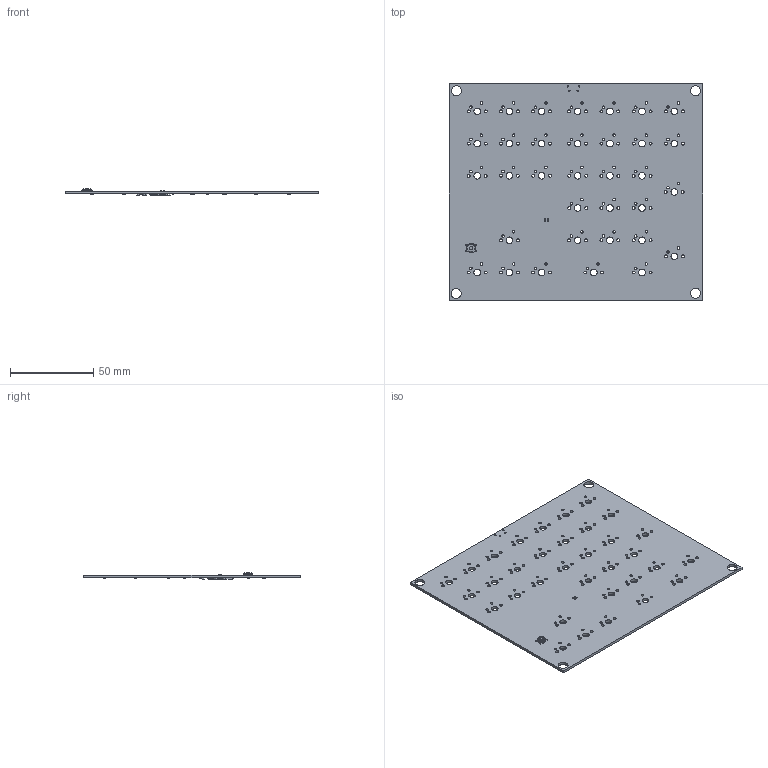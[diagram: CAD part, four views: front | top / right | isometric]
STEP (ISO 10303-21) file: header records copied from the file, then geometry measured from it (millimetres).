
FILE_DESCRIPTION(('KiCad electronic assembly'),'2;1');
FILE_NAME('CustomNumpad.step','2024-06-19T13:45:12',('Pcbnew'),('Kicad') ,'Open CASCADE STEP processor 7.8','KiCad to STEP converter','Unknown' );
FILE_SCHEMA(('AUTOMOTIVE_DESIGN { 1 0 10303 214 1 1 1 1 }'));
Length unit declared in the file: millimetre
Products named in the file (14): CustomNumpad 1; R_0603_1608Metric; SW_SPST_TL3342; D_0603_1608Metric; D_0603; C_0603_1608Metric; TQFP-44_10x10mm_P0.8mm; TQFP_44_10x10mm_P08mm; Crystal_SMD_SeikoEpson_FA238-4Pin_3.2x2.5mm; CustomNumpad_PCB
Assembly tree (56 placements, depth 3):
  CustomNumpad 1
    R_0603_1608Metric  x4
      R_0603_1608Metric
    SW_SPST_TL3342
      SW_SPST_TL3342
    D_0603_1608Metric  x34
      D_0603
    C_0603_1608Metric  x8
      C_0603_1608Metric
    TQFP-44_10x10mm_P0.8mm
      TQFP_44_10x10mm_P08mm
    Crystal_SMD_SeikoEpson_FA238-4Pin_3.2x2.5mm
      Crystal_SMD_SeikoEpson_FA238-4Pin_3.2x2.5mm
    CustomNumpad_PCB
Bounding box: 152 x 130 x 4.34 mm (x, y, z)
Volume: 30457.9 mm3; surface area: 41374.7 mm2
Topology: 50 solids, 51 shells, 2775 faces, 7586 edges, 4973 vertices
Faces by surface type: plane 1670, cylinder 1012, bspline 92, torus 1
Full cylindrical faces by diameter (mm): 0.5 x1, 1.5 x68, 1.75 x68, 2 x1, 4 x34, 6 x4
Entity records: 49777 total; most frequent: CARTESIAN_POINT 10453, ORIENTED_EDGE 6628, DIRECTION 6438, EDGE_CURVE 3314, LINE 2324, VECTOR 2324, VERTEX_POINT 2129, AXIS2_PLACEMENT_3D 2057
